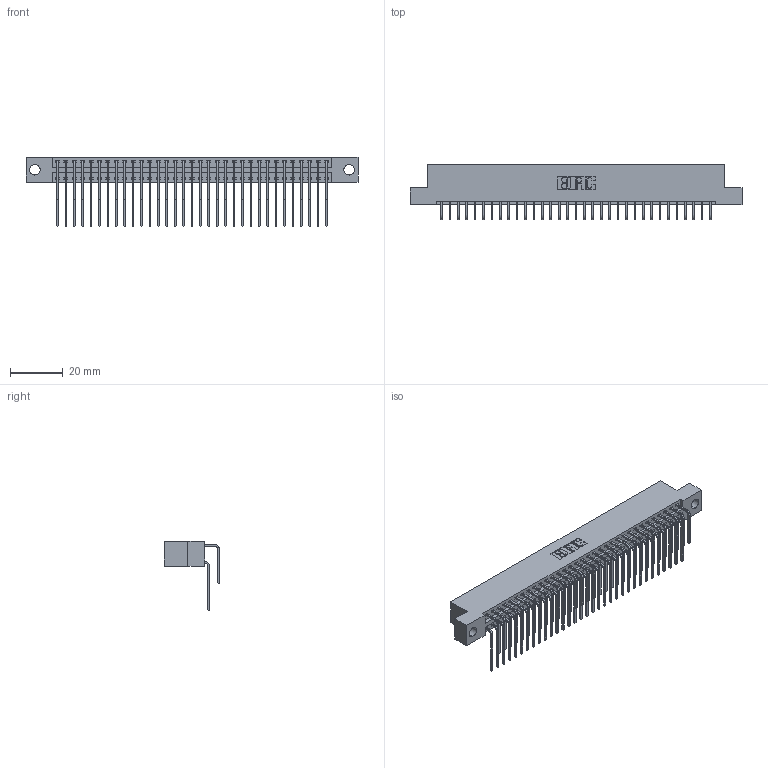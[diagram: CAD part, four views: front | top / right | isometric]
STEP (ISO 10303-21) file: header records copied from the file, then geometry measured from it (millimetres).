
FILE_DESCRIPTION (( 'STEP AP203' ), '1' );
FILE_NAME ('346-066-559-204.STEP', '2018-08-28T11:37:52', ( '' ), ( '' ), 'SwSTEP 2.0', 'SolidWorks 2016', '' );
FILE_SCHEMA (( 'CONFIG_CONTROL_DESIGN' ));
Length unit declared in the file: inch
Products named in the file (4): 345-292-001_559 Tail - 2; 346-066-559-204; 346 Part_Flush Mounting Lugs - 0.156 Dia-TH; 345-292-001_558 559 Tail - 1
Assembly tree (67 placements, depth 2):
  346-066-559-204
    346 Part_Flush Mounting Lugs - 0.156 Dia-TH
    345-292-001_558 559 Tail - 1  x33
    345-292-001_559 Tail - 2  x33
Bounding box: 125.35 x 20.89 x 26.16 mm (x, y, z)
Volume: 12446.1 mm3; surface area: 18606.4 mm2
Topology: 67 solids, 67 shells, 3686 faces, 10955 edges, 7214 vertices
Faces by surface type: plane 2518, cylinder 1168
Entity records: 24535 total; most frequent: CARTESIAN_POINT 4107, ORIENTED_EDGE 3990, DIRECTION 3643, EDGE_CURVE 1995, VECTOR 1691, LINE 1691, VERTEX_POINT 1326, AXIS2_PLACEMENT_3D 976
